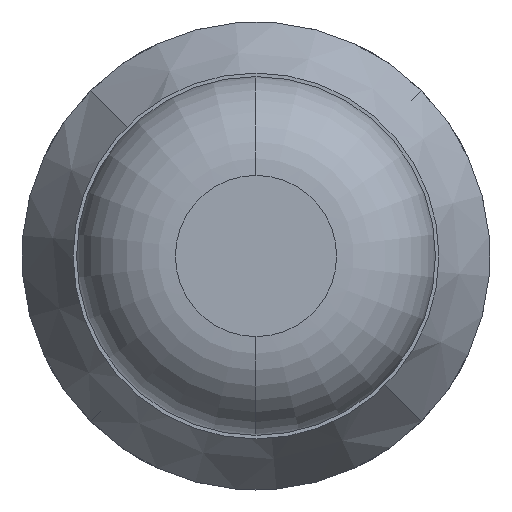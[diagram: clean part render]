
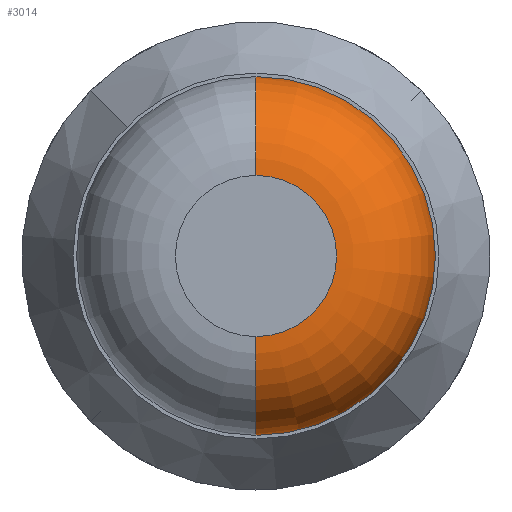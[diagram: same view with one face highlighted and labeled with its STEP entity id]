
A CAD part, front view. The second image highlights one B-rep face of the part: STEP entity #3014.
In plain terms, the highlighted toroidal (fillet/blend) face has major radius 0.155 mm and minor radius 0.19 mm.
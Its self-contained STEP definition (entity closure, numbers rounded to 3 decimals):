
#41 = CARTESIAN_POINT ( 'NONE',  ( 0., -12.7, -0.155 ) ) ;
#138 = VERTEX_POINT ( 'NONE', #2478 ) ;
#149 = DIRECTION ( 'NONE',  ( 0., 0., 1. ) ) ;
#333 = CARTESIAN_POINT ( 'NONE',  ( 0., -12.51, 0. ) ) ;
#342 = AXIS2_PLACEMENT_3D ( 'NONE', #1512, #3286, #595 ) ;
#437 = CARTESIAN_POINT ( 'NONE',  ( 0., -12.7, 0. ) ) ;
#577 = DIRECTION ( 'NONE',  ( 0., 1., 0. ) ) ;
#595 = DIRECTION ( 'NONE',  ( 0., 0., 1. ) ) ;
#672 = CARTESIAN_POINT ( 'NONE',  ( 0., -12.51, 0.345 ) ) ;
#694 = AXIS2_PLACEMENT_3D ( 'NONE', #333, #3605, #3320 ) ;
#747 = DIRECTION ( 'NONE',  ( 1., 0., 0. ) ) ;
#845 = VERTEX_POINT ( 'NONE', #672 ) ;
#1157 = CARTESIAN_POINT ( 'NONE',  ( 0., -12.51, 0. ) ) ;
#1235 = EDGE_CURVE ( 'NONE', #2092, #3546, #3531, .T. ) ;
#1291 = DIRECTION ( 'NONE',  ( 0., 0., -1. ) ) ;
#1309 = EDGE_LOOP ( 'NONE', ( #1689, #2415, #1947, #1532 ) ) ;
#1320 = FACE_OUTER_BOUND ( 'NONE', #1309, .T. ) ;
#1383 = AXIS2_PLACEMENT_3D ( 'NONE', #3077, #747, #1291 ) ;
#1460 = EDGE_CURVE ( 'NONE', #138, #845, #2303, .T. ) ;
#1512 = CARTESIAN_POINT ( 'NONE',  ( 0., -12.51, 0.155 ) ) ;
#1532 = ORIENTED_EDGE ( 'NONE', *, *, #1460, .F. ) ;
#1596 = CIRCLE ( 'NONE', #3098, 0.155 ) ;
#1646 = TOROIDAL_SURFACE ( 'NONE', #694, 0.155, 0.19 ) ;
#1689 = ORIENTED_EDGE ( 'NONE', *, *, #3396, .T. ) ;
#1947 = ORIENTED_EDGE ( 'NONE', *, *, #3218, .F. ) ;
#2013 = CIRCLE ( 'NONE', #2355, 0.345 ) ;
#2092 = VERTEX_POINT ( 'NONE', #41 ) ;
#2303 = CIRCLE ( 'NONE', #342, 0.19 ) ;
#2355 = AXIS2_PLACEMENT_3D ( 'NONE', #1157, #577, #2641 ) ;
#2415 = ORIENTED_EDGE ( 'NONE', *, *, #1235, .T. ) ;
#2478 = CARTESIAN_POINT ( 'NONE',  ( 0., -12.7, 0.155 ) ) ;
#2507 = DIRECTION ( 'NONE',  ( 0., 1., 0. ) ) ;
#2641 = DIRECTION ( 'NONE',  ( 0., 0., 1. ) ) ;
#3014 = ADVANCED_FACE ( 'Defeature ausgef�hrt1_3', ( #1320 ), #1646, .T. ) ;
#3077 = CARTESIAN_POINT ( 'NONE',  ( 0., -12.51, -0.155 ) ) ;
#3098 = AXIS2_PLACEMENT_3D ( 'NONE', #437, #2507, #149 ) ;
#3218 = EDGE_CURVE ( 'Defeature ausgef�hrt1_1+Defeature ausgef�hrt1_3+Defeature ausgef�hrt1_3+Defeature ausgef�hrt1_3', #845, #3546, #2013, .T. ) ;
#3286 = DIRECTION ( 'NONE',  ( -1., 0., 0. ) ) ;
#3320 = DIRECTION ( 'NONE',  ( 0., 0., 1. ) ) ;
#3396 = EDGE_CURVE ( 'Defeature ausgef�hrt1_3+Defeature ausgef�hrt1_4+Defeature ausgef�hrt1_4+Defeature ausgef�hrt1_4', #138, #2092, #1596, .T. ) ;
#3531 = CIRCLE ( 'NONE', #1383, 0.19 ) ;
#3546 = VERTEX_POINT ( 'NONE', #3746 ) ;
#3605 = DIRECTION ( 'NONE',  ( 0., 1., 0. ) ) ;
#3746 = CARTESIAN_POINT ( 'NONE',  ( 0., -12.51, -0.345 ) ) ;
